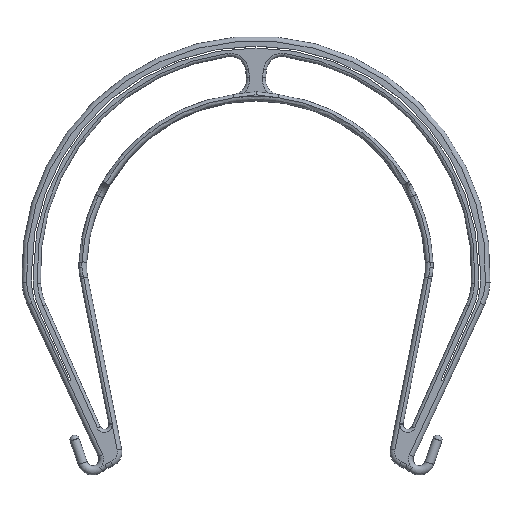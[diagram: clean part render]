
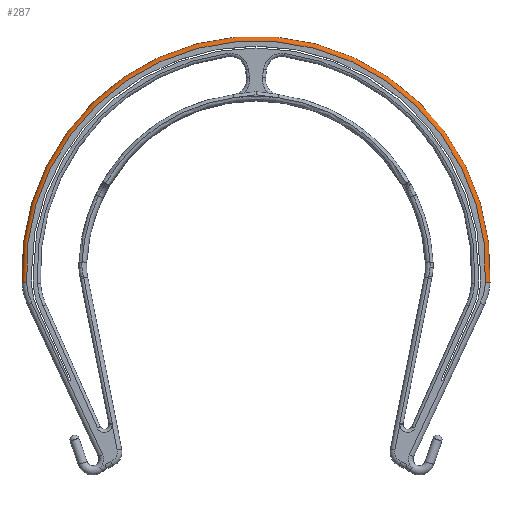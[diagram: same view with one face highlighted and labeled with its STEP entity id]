
A CAD part, top view. The second image highlights one B-rep face of the part: STEP entity #287.
In plain terms, the highlighted toroidal (fillet/blend) face has major radius 74.5 mm and minor radius 1.5 mm.
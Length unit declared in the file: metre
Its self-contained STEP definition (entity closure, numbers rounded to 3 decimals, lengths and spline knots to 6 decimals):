
#287 = ADVANCED_FACE( '', ( #713 ), #714, .T. );
#713 = FACE_OUTER_BOUND( '', #1385, .T. );
#714 = TOROIDAL_SURFACE( '', #1386, 0.0745, 0.0015 );
#1385 = EDGE_LOOP( '', ( #2926, #2927, #2928, #2929 ) );
#1386 = AXIS2_PLACEMENT_3D( '', #2930, #2931, #2932 );
#2926 = ORIENTED_EDGE( '', *, *, #4342, .T. );
#2927 = ORIENTED_EDGE( '', *, *, #4343, .F. );
#2928 = ORIENTED_EDGE( '', *, *, #4344, .F. );
#2929 = ORIENTED_EDGE( '', *, *, #4345, .F. );
#2930 = CARTESIAN_POINT( '', ( 0., 0., 0.0045 ) );
#2931 = DIRECTION( '', ( 0., 0., 1. ) );
#2932 = DIRECTION( '', ( 1., 0., 0. ) );
#4342 = EDGE_CURVE( '', #5113, #5114, #5115, .T. );
#4343 = EDGE_CURVE( '', #5116, #5114, #5117, .T. );
#4344 = EDGE_CURVE( '', #5118, #5116, #5119, .T. );
#4345 = EDGE_CURVE( '', #5113, #5118, #5120, .F. );
#5113 = VERTEX_POINT( '', #6201 );
#5114 = VERTEX_POINT( '', #6202 );
#5115 = CIRCLE( '', #6203, 0.0015 );
#5116 = VERTEX_POINT( '', #6204 );
#5117 = CIRCLE( '', #6205, 0.0745 );
#5118 = VERTEX_POINT( '', #6206 );
#5119 = CIRCLE( '', #6207, 0.0015 );
#5120 = CIRCLE( '', #6208, 0.076 );
#6201 = CARTESIAN_POINT( '', ( -0.075904, -0.003817, 0.0045 ) );
#6202 = CARTESIAN_POINT( '', ( -0.074406, -0.003741, 0.006 ) );
#6203 = AXIS2_PLACEMENT_3D( '', #7558, #7559, #7560 );
#6204 = CARTESIAN_POINT( '', ( 0.074406, -0.003741, 0.006 ) );
#6205 = AXIS2_PLACEMENT_3D( '', #7561, #7562, #7563 );
#6206 = CARTESIAN_POINT( '', ( 0.075904, -0.003817, 0.0045 ) );
#6207 = AXIS2_PLACEMENT_3D( '', #7564, #7565, #7566 );
#6208 = AXIS2_PLACEMENT_3D( '', #7567, #7568, #7569 );
#7558 = CARTESIAN_POINT( '', ( -0.074406, -0.003741, 0.0045 ) );
#7559 = DIRECTION( '', ( -0.05, 0.999, 0. ) );
#7560 = DIRECTION( '', ( -0.999, -0.05, 0. ) );
#7561 = CARTESIAN_POINT( '', ( 0., 0., 0.006 ) );
#7562 = DIRECTION( '', ( 0., 0., 1. ) );
#7563 = DIRECTION( '', ( 1., 0., 0. ) );
#7564 = CARTESIAN_POINT( '', ( 0.074406, -0.003741, 0.0045 ) );
#7565 = DIRECTION( '', ( -0.05, -0.999, 0. ) );
#7566 = DIRECTION( '', ( 0.999, -0.05, 0. ) );
#7567 = CARTESIAN_POINT( '', ( 0., 0., 0.0045 ) );
#7568 = DIRECTION( '', ( 0., 0., 1. ) );
#7569 = DIRECTION( '', ( 1., 0., 0. ) );
